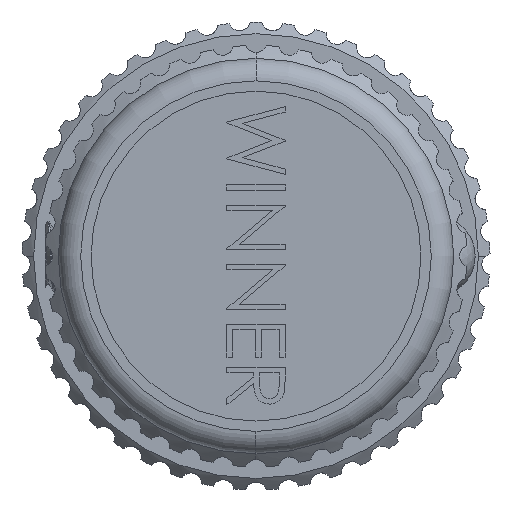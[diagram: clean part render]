
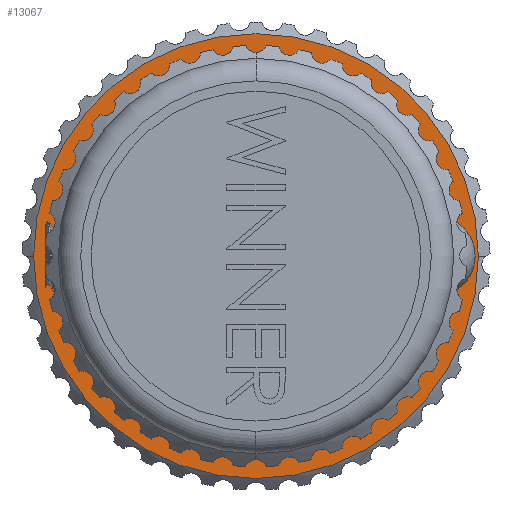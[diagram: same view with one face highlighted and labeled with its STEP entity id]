
A CAD part, left-side view. The second image highlights one B-rep face of the part: STEP entity #13067.
In plain terms, the highlighted planar face has unit normal (-1, 0, 0).
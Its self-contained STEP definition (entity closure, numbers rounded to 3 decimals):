
#592 = CARTESIAN_POINT ( 'NONE',  ( -7.52, 1.782, -3.414 ) ) ;
#868 = CARTESIAN_POINT ( 'NONE',  ( -7.52, 3.9, 0. ) ) ;
#891 = CARTESIAN_POINT ( 'NONE',  ( -7.52, 1.434, -3.551 ) ) ;
#1095 = CARTESIAN_POINT ( 'NONE',  ( -7.52, -2.252, 2.701 ) ) ;
#1389 = CARTESIAN_POINT ( 'NONE',  ( -7.52, -3.479, -0.16 ) ) ;
#1707 = DIRECTION ( 'NONE',  ( -1., 0., 0. ) ) ;
#1721 = CARTESIAN_POINT ( 'NONE',  ( -7.52, 0., 0. ) ) ;
#2786 = CIRCLE ( 'NONE', #19649, 3.9 ) ;
#2938 = CARTESIAN_POINT ( 'NONE',  ( -7.52, -2.381, -2.682 ) ) ;
#3038 = CARTESIAN_POINT ( 'NONE',  ( -7.52, 0.892, -3.691 ) ) ;
#3429 = ORIENTED_EDGE ( 'NONE', *, *, #18462, .T. ) ;
#3511 = CARTESIAN_POINT ( 'NONE',  ( -7.52, -3.258, -1.255 ) ) ;
#3789 = AXIS2_PLACEMENT_3D ( 'NONE', #27236, #1707, #20328 ) ;
#4554 = CARTESIAN_POINT ( 'NONE',  ( -7.52, 15.3, 0. ) ) ;
#4563 = B_SPLINE_CURVE_WITH_KNOTS ( 'NONE', 3,
 ( #5270, #28671, #12071, #12463, #592, #891, #24116, #3038, #21367, #16829, #9924, #7771, #14807, #14714, #10131, #19336, #2938, #21665, #19233, #17113, #24311, #17410, #3511, #10431, #19528, #1389, #10524, #7967, #22260, #5939, #19827, #1095, #19731, #8067, #15289, #19626, #5832, #21859, #26426, #22053, #26828, #29042, #5743, #17605, #8163, #15105, #24411, #21958, #26633, #10231, #12761, #24220 ),
 .UNSPECIFIED., .F., .F.,
 ( 4, 2, 2, 2, 2, 2, 2, 2, 2, 2, 2, 2, 2, 2, 2, 2, 2, 2, 2, 2, 2, 2, 2, 2, 2, 4 ),
 ( 0., 0.001, 0.001, 0.002, 0.002, 0.003, 0.005, 0.005, 0.006, 0.006, 0.007, 0.007, 0.008, 0.009, 0.01, 0.011, 0.012, 0.012, 0.013, 0.014, 0.014, 0.015, 0.016, 0.017, 0.017, 0.018 ),
 .UNSPECIFIED. ) ;
#5270 = CARTESIAN_POINT ( 'NONE',  ( -7.52, 2.583, -2.922 ) ) ;
#5589 = CARTESIAN_POINT ( 'NONE',  ( -7.52, -15.3, 0. ) ) ;
#5743 = CARTESIAN_POINT ( 'NONE',  ( -7.52, 0.496, 3.666 ) ) ;
#5832 = CARTESIAN_POINT ( 'NONE',  ( -7.52, -1.157, 3.409 ) ) ;
#5939 = CARTESIAN_POINT ( 'NONE',  ( -7.52, -2.871, 1.995 ) ) ;
#7119 = EDGE_CURVE ( 'NONE', #18125, #9055, #4563, .T. ) ;
#7771 = CARTESIAN_POINT ( 'NONE',  ( -7.52, -0.966, -3.575 ) ) ;
#7820 = CARTESIAN_POINT ( 'NONE',  ( -7.52, 0., 0. ) ) ;
#7843 = ORIENTED_EDGE ( 'NONE', *, *, #17452, .T. ) ;
#7967 = CARTESIAN_POINT ( 'NONE',  ( -7.52, -3.344, 0.966 ) ) ;
#8067 = CARTESIAN_POINT ( 'NONE',  ( -7.52, -1.815, 3.055 ) ) ;
#8121 = DIRECTION ( 'NONE',  ( 0., 1., 0. ) ) ;
#8163 = CARTESIAN_POINT ( 'NONE',  ( -7.52, 1.415, 3.494 ) ) ;
#9055 = VERTEX_POINT ( 'NONE', #27141 ) ;
#9924 = CARTESIAN_POINT ( 'NONE',  ( -7.52, -0.23, -3.741 ) ) ;
#10131 = CARTESIAN_POINT ( 'NONE',  ( -7.52, -1.956, -3.046 ) ) ;
#10231 = CARTESIAN_POINT ( 'NONE',  ( -7.52, 3.211, 2.183 ) ) ;
#10431 = CARTESIAN_POINT ( 'NONE',  ( -7.52, -3.363, -0.896 ) ) ;
#10522 = AXIS2_PLACEMENT_3D ( 'NONE', #7820, #26583, #8121 ) ;
#10524 = CARTESIAN_POINT ( 'NONE',  ( -7.52, -3.473, 0.223 ) ) ;
#10659 = ORIENTED_EDGE ( 'NONE', *, *, #7119, .F. ) ;
#11147 = VERTEX_POINT ( 'NONE', #4554 ) ;
#11679 = FACE_OUTER_BOUND ( 'NONE', #29741, .T. ) ;
#12071 = CARTESIAN_POINT ( 'NONE',  ( -7.52, 2.279, -3.145 ) ) ;
#12387 = CARTESIAN_POINT ( 'NONE',  ( -7.52, 2.583, -2.922 ) ) ;
#12463 = CARTESIAN_POINT ( 'NONE',  ( -7.52, 1.953, -3.332 ) ) ;
#12761 = CARTESIAN_POINT ( 'NONE',  ( -7.52, 3.322, 2.031 ) ) ;
#13067 = ADVANCED_FACE ( 'NONE', ( #11679, #14911 ), #29636, .T. ) ;
#13195 = AXIS2_PLACEMENT_3D ( 'NONE', #14281, #14190, #26000 ) ;
#14190 = DIRECTION ( 'NONE',  ( 1., 0., 0. ) ) ;
#14281 = CARTESIAN_POINT ( 'NONE',  ( -7.52, 0., 0. ) ) ;
#14461 = ORIENTED_EDGE ( 'NONE', *, *, #25546, .T. ) ;
#14714 = CARTESIAN_POINT ( 'NONE',  ( -7.52, -1.801, -3.154 ) ) ;
#14807 = CARTESIAN_POINT ( 'NONE',  ( -7.52, -1.313, -3.439 ) ) ;
#14911 = FACE_BOUND ( 'NONE', #24763, .T. ) ;
#15105 = CARTESIAN_POINT ( 'NONE',  ( -7.52, 2.103, 3.182 ) ) ;
#15289 = CARTESIAN_POINT ( 'NONE',  ( -7.52, -1.656, 3.157 ) ) ;
#15827 = DIRECTION ( 'NONE',  ( 1., 0., 0. ) ) ;
#15864 = CIRCLE ( 'NONE', #13195, 3.9 ) ;
#15912 = AXIS2_PLACEMENT_3D ( 'NONE', #24681, #20405, #24884 ) ;
#16829 = CARTESIAN_POINT ( 'NONE',  ( -7.52, 0.144, -3.765 ) ) ;
#16972 = CIRCLE ( 'NONE', #10522, 15.3 ) ;
#17113 = CARTESIAN_POINT ( 'NONE',  ( -7.52, -2.951, -1.938 ) ) ;
#17410 = CARTESIAN_POINT ( 'NONE',  ( -7.52, -3.191, -1.432 ) ) ;
#17429 = ORIENTED_EDGE ( 'NONE', *, *, #29414, .T. ) ;
#17452 = EDGE_CURVE ( 'NONE', #28042, #11147, #16972, .T. ) ;
#17605 = CARTESIAN_POINT ( 'NONE',  ( -7.52, 1.055, 3.595 ) ) ;
#18125 = VERTEX_POINT ( 'NONE', #12387 ) ;
#18152 = DIRECTION ( 'NONE',  ( 0., 0., -1. ) ) ;
#18462 = EDGE_CURVE ( 'NONE', #18125, #23026, #2786, .T. ) ;
#19233 = CARTESIAN_POINT ( 'NONE',  ( -7.52, -2.748, -2.252 ) ) ;
#19336 = CARTESIAN_POINT ( 'NONE',  ( -7.52, -2.246, -2.811 ) ) ;
#19528 = CARTESIAN_POINT ( 'NONE',  ( -7.52, -3.402, -0.714 ) ) ;
#19626 = CARTESIAN_POINT ( 'NONE',  ( -7.52, -1.327, 3.334 ) ) ;
#19649 = AXIS2_PLACEMENT_3D ( 'NONE', #1721, #15827, #18152 ) ;
#19731 = CARTESIAN_POINT ( 'NONE',  ( -7.52, -2.114, 2.827 ) ) ;
#19827 = CARTESIAN_POINT ( 'NONE',  ( -7.52, -2.643, 2.3 ) ) ;
#20328 = DIRECTION ( 'NONE',  ( 0., 1., 0. ) ) ;
#20405 = DIRECTION ( 'NONE',  ( -1., 0., 0. ) ) ;
#21367 = CARTESIAN_POINT ( 'NONE',  ( -7.52, 0.704, -3.72 ) ) ;
#21665 = CARTESIAN_POINT ( 'NONE',  ( -7.52, -2.633, -2.403 ) ) ;
#21859 = CARTESIAN_POINT ( 'NONE',  ( -7.52, -0.805, 3.532 ) ) ;
#21958 = CARTESIAN_POINT ( 'NONE',  ( -7.52, 2.837, 2.605 ) ) ;
#22053 = CARTESIAN_POINT ( 'NONE',  ( -7.52, -0.252, 3.648 ) ) ;
#22260 = CARTESIAN_POINT ( 'NONE',  ( -7.52, -3.221, 1.326 ) ) ;
#23026 = VERTEX_POINT ( 'NONE', #868 ) ;
#24116 = CARTESIAN_POINT ( 'NONE',  ( -7.52, 1.256, -3.606 ) ) ;
#24220 = CARTESIAN_POINT ( 'NONE',  ( -7.52, 3.422, 1.871 ) ) ;
#24311 = CARTESIAN_POINT ( 'NONE',  ( -7.52, -3.038, -1.773 ) ) ;
#24411 = CARTESIAN_POINT ( 'NONE',  ( -7.52, 2.415, 2.979 ) ) ;
#24681 = CARTESIAN_POINT ( 'NONE',  ( -7.52, 0., 0. ) ) ;
#24763 = EDGE_LOOP ( 'NONE', ( #10659, #3429, #17429 ) ) ;
#24884 = DIRECTION ( 'NONE',  ( 0., 1., 0. ) ) ;
#25546 = EDGE_CURVE ( 'NONE', #11147, #28042, #26100, .T. ) ;
#26000 = DIRECTION ( 'NONE',  ( 0., 0., -1. ) ) ;
#26100 = CIRCLE ( 'NONE', #3789, 15.3 ) ;
#26426 = CARTESIAN_POINT ( 'NONE',  ( -7.52, -0.621, 3.581 ) ) ;
#26583 = DIRECTION ( 'NONE',  ( -1., 0., 0. ) ) ;
#26633 = CARTESIAN_POINT ( 'NONE',  ( -7.52, 2.969, 2.469 ) ) ;
#26828 = CARTESIAN_POINT ( 'NONE',  ( -7.52, -0.067, 3.667 ) ) ;
#27141 = CARTESIAN_POINT ( 'NONE',  ( -7.52, 3.422, 1.871 ) ) ;
#27236 = CARTESIAN_POINT ( 'NONE',  ( -7.52, 0., 0. ) ) ;
#28042 = VERTEX_POINT ( 'NONE', #5589 ) ;
#28671 = CARTESIAN_POINT ( 'NONE',  ( -7.52, 2.435, -3.039 ) ) ;
#29042 = CARTESIAN_POINT ( 'NONE',  ( -7.52, 0.307, 3.676 ) ) ;
#29414 = EDGE_CURVE ( 'NONE', #23026, #9055, #15864, .T. ) ;
#29636 = PLANE ( 'NONE',  #15912 ) ;
#29741 = EDGE_LOOP ( 'NONE', ( #7843, #14461 ) ) ;
